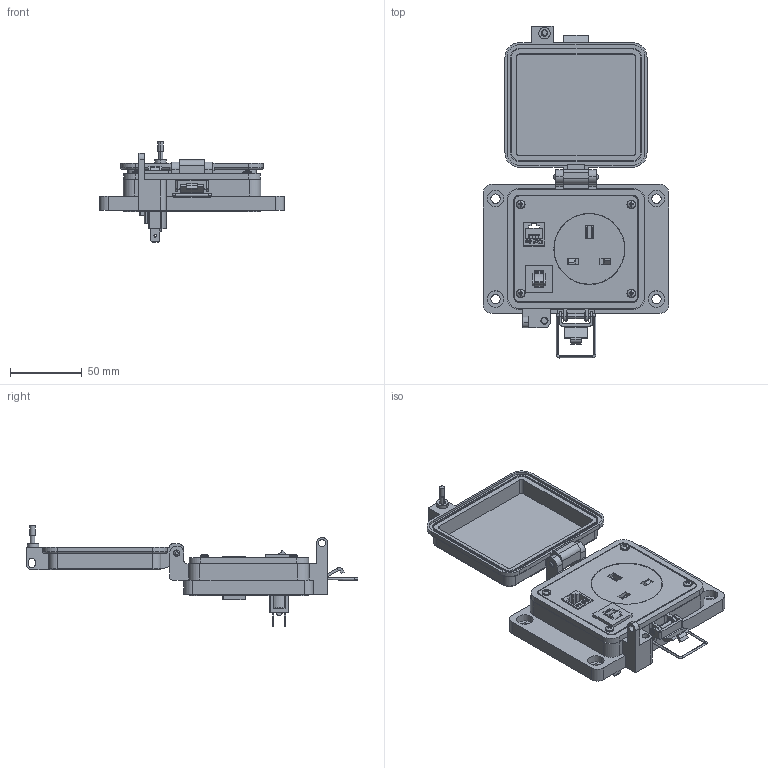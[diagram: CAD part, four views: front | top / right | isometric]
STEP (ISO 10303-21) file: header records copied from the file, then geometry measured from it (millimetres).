
FILE_DESCRIPTION (( 'STEP AP203' ), '1' );
FILE_NAME ('P-R2-K3RB3_3D.STEP', '2021-09-21T19:59:04', ( '' ), ( '' ), 'SwSTEP 2.0', 'SolidWorks 2019', '' );
FILE_SCHEMA (( 'CONFIG_CONTROL_DESIGN' ));
Length unit declared in the file: millimetre
Products named in the file (17): P-R2-K3RB3_BP240_1; P-R2-K3RB3_3D; RB; P-R2-K3RB3_TP060_1; Z-002-4401_4HN_90675A005; P-R2-K3RB3_FP060_1; CBX; Z-300-RJ45CAT5; Z-200-OTLT-RB; R2; Z-H-K3_B; -K3; M3PH_20M3; 90273A112_ZINC-PLATED STL FLAT HEAD PHIL MACHINE SCREW_90273A112; Z-000-4243316TFP; P-R2-K3RB3_BP240_2; Z-CB-SM
Assembly tree (22 placements, depth 3):
  P-R2-K3RB3_3D
    P-R2-K3RB3_BP240_2
    P-R2-K3RB3_TP060_1
    Z-000-4243316TFP  x2
    P-R2-K3RB3_BP240_1
    P-R2-K3RB3_FP060_1
    RB
      Z-200-OTLT-RB
    90273A112_ZINC-PLATED STL FLAT HEAD PHIL MACHINE SCREW_90273A112  x2
    Z-002-4401_4HN_90675A005  x2
    R2
      Z-300-RJ45CAT5
    CBX
      Z-CB-SM
    -K3
      Z-H-K3_B
    M3PH_20M3  x4
Bounding box: 129 x 231.18 x 70.02 mm (x, y, z)
Volume: 215240.9 mm3; surface area: 124996.5 mm2
Topology: 27 solids, 27 shells, 2806 faces, 7930 edges, 5254 vertices
Faces by surface type: cylinder 1404, plane 932, bspline 281, cone 147, torus 34, sphere 8
Entity records: 74255 total; most frequent: CARTESIAN_POINT 28411, ORIENTED_EDGE 10116, DIRECTION 7881, EDGE_CURVE 5058, VERTEX_POINT 3351, VECTOR 2879, LINE 2879, AXIS2_PLACEMENT_3D 2501
